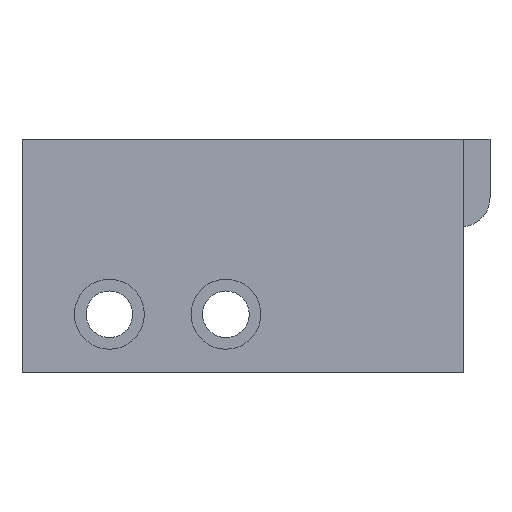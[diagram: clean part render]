
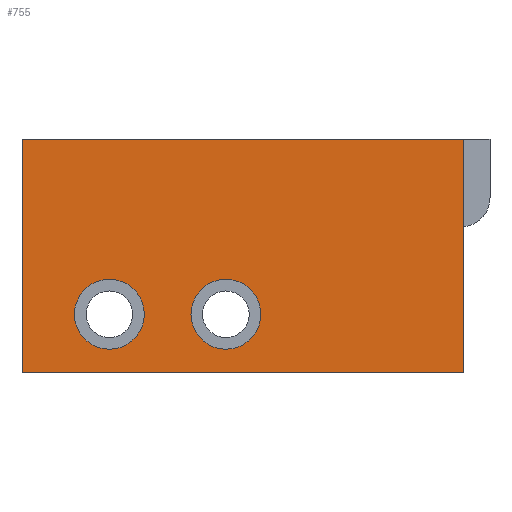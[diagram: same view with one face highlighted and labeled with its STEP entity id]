
A CAD part, front view. The second image highlights one B-rep face of the part: STEP entity #755.
In plain terms, the highlighted planar face has unit normal (0, -1, 0).
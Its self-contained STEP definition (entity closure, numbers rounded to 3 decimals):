
#39 = EDGE_CURVE ( 'NONE', #2486, #1353, #2249, .T. ) ;
#89 = DIRECTION ( 'NONE',  ( 0., 0., -1. ) ) ;
#161 = EDGE_CURVE ( 'NONE', #726, #1557, #956, .T. ) ;
#301 = AXIS2_PLACEMENT_3D ( 'NONE', #1057, #857, #1799 ) ;
#331 = PLANE ( 'NONE',  #2343 ) ;
#356 = EDGE_CURVE ( 'NONE', #726, #1260, #984, .T. ) ;
#364 = CARTESIAN_POINT ( 'NONE',  ( -5.3, 0., -3. ) ) ;
#365 = EDGE_LOOP ( 'NONE', ( #2845, #2933 ) ) ;
#383 = EDGE_LOOP ( 'NONE', ( #2710, #750 ) ) ;
#392 = CIRCLE ( 'NONE', #2055, 1.2 ) ;
#459 = ORIENTED_EDGE ( 'NONE', *, *, #356, .T. ) ;
#483 = EDGE_CURVE ( 'NONE', #1227, #1388, #392, .T. ) ;
#560 = DIRECTION ( 'NONE',  ( -1., 0., 0. ) ) ;
#589 = LINE ( 'NONE', #1289, #722 ) ;
#612 = DIRECTION ( 'NONE',  ( 0., 0., -1. ) ) ;
#653 = ORIENTED_EDGE ( 'NONE', *, *, #2290, .F. ) ;
#672 = ORIENTED_EDGE ( 'NONE', *, *, #161, .F. ) ;
#722 = VECTOR ( 'NONE', #1520, 1000. ) ;
#726 = VERTEX_POINT ( 'NONE', #1291 ) ;
#750 = ORIENTED_EDGE ( 'NONE', *, *, #483, .F. ) ;
#755 = ADVANCED_FACE ( 'NONE', ( #2388, #803, #2184 ), #331, .F. ) ;
#781 = ORIENTED_EDGE ( 'NONE', *, *, #2319, .F. ) ;
#803 = FACE_BOUND ( 'NONE', #383, .T. ) ;
#814 = DIRECTION ( 'NONE',  ( 0., -1., 0. ) ) ;
#849 = DIRECTION ( 'NONE',  ( 0., 1., 0. ) ) ;
#857 = DIRECTION ( 'NONE',  ( 0., -1., 0. ) ) ;
#956 = LINE ( 'NONE', #1848, #1389 ) ;
#960 = AXIS2_PLACEMENT_3D ( 'NONE', #1550, #1579, #2017 ) ;
#963 = DIRECTION ( 'NONE',  ( 0., 0., -1. ) ) ;
#984 = LINE ( 'NONE', #1220, #2677 ) ;
#1057 = CARTESIAN_POINT ( 'NONE',  ( -9.3, 0., -3. ) ) ;
#1089 = CARTESIAN_POINT ( 'NONE',  ( -9.3, 0., -1.8 ) ) ;
#1140 = CARTESIAN_POINT ( 'NONE',  ( -5.3, 0., -3. ) ) ;
#1194 = CARTESIAN_POINT ( 'NONE',  ( -5.3, 0., -4.2 ) ) ;
#1220 = CARTESIAN_POINT ( 'NONE',  ( -12.3, 0., -5. ) ) ;
#1227 = VERTEX_POINT ( 'NONE', #2031 ) ;
#1250 = AXIS2_PLACEMENT_3D ( 'NONE', #364, #814, #1715 ) ;
#1260 = VERTEX_POINT ( 'NONE', #2689 ) ;
#1289 = CARTESIAN_POINT ( 'NONE',  ( 2.867, 0., -5. ) ) ;
#1291 = CARTESIAN_POINT ( 'NONE',  ( -12.3, 0., 3. ) ) ;
#1353 = VERTEX_POINT ( 'NONE', #2511 ) ;
#1388 = VERTEX_POINT ( 'NONE', #1194 ) ;
#1389 = VECTOR ( 'NONE', #1859, 1000. ) ;
#1520 = DIRECTION ( 'NONE',  ( -1., 0., 0. ) ) ;
#1550 = CARTESIAN_POINT ( 'NONE',  ( -9.3, 0., -3. ) ) ;
#1557 = VERTEX_POINT ( 'NONE', #2809 ) ;
#1579 = DIRECTION ( 'NONE',  ( 0., -1., 0. ) ) ;
#1644 = EDGE_CURVE ( 'NONE', #1353, #2486, #2303, .T. ) ;
#1686 = VERTEX_POINT ( 'NONE', #2897 ) ;
#1715 = DIRECTION ( 'NONE',  ( 0., 0., -1. ) ) ;
#1799 = DIRECTION ( 'NONE',  ( 0., 0., -1. ) ) ;
#1848 = CARTESIAN_POINT ( 'NONE',  ( 2.867, 0., 3. ) ) ;
#1859 = DIRECTION ( 'NONE',  ( 1., 0., 0. ) ) ;
#1922 = CARTESIAN_POINT ( 'NONE',  ( 2.867, 0., 3. ) ) ;
#2017 = DIRECTION ( 'NONE',  ( 0., 0., -1. ) ) ;
#2031 = CARTESIAN_POINT ( 'NONE',  ( -5.3, 0., -1.8 ) ) ;
#2050 = DIRECTION ( 'NONE',  ( 0., -1., 0. ) ) ;
#2055 = AXIS2_PLACEMENT_3D ( 'NONE', #1140, #2050, #612 ) ;
#2182 = LINE ( 'NONE', #1922, #2913 ) ;
#2184 = FACE_OUTER_BOUND ( 'NONE', #2931, .T. ) ;
#2249 = CIRCLE ( 'NONE', #960, 1.2 ) ;
#2290 = EDGE_CURVE ( 'NONE', #1557, #1686, #2182, .T. ) ;
#2303 = CIRCLE ( 'NONE', #301, 1.2 ) ;
#2319 = EDGE_CURVE ( 'NONE', #1686, #1260, #589, .T. ) ;
#2343 = AXIS2_PLACEMENT_3D ( 'NONE', #2889, #849, #560 ) ;
#2373 = EDGE_CURVE ( 'NONE', #1388, #1227, #2769, .T. ) ;
#2388 = FACE_BOUND ( 'NONE', #365, .T. ) ;
#2486 = VERTEX_POINT ( 'NONE', #1089 ) ;
#2511 = CARTESIAN_POINT ( 'NONE',  ( -9.3, 0., -4.2 ) ) ;
#2677 = VECTOR ( 'NONE', #89, 1000. ) ;
#2689 = CARTESIAN_POINT ( 'NONE',  ( -12.3, 0., -5. ) ) ;
#2710 = ORIENTED_EDGE ( 'NONE', *, *, #2373, .F. ) ;
#2769 = CIRCLE ( 'NONE', #1250, 1.2 ) ;
#2809 = CARTESIAN_POINT ( 'NONE',  ( 2.867, 0., 3. ) ) ;
#2845 = ORIENTED_EDGE ( 'NONE', *, *, #1644, .F. ) ;
#2889 = CARTESIAN_POINT ( 'NONE',  ( 2.867, 0., 3. ) ) ;
#2897 = CARTESIAN_POINT ( 'NONE',  ( 2.867, 0., -5. ) ) ;
#2913 = VECTOR ( 'NONE', #963, 1000. ) ;
#2931 = EDGE_LOOP ( 'NONE', ( #672, #459, #781, #653 ) ) ;
#2933 = ORIENTED_EDGE ( 'NONE', *, *, #39, .F. ) ;
